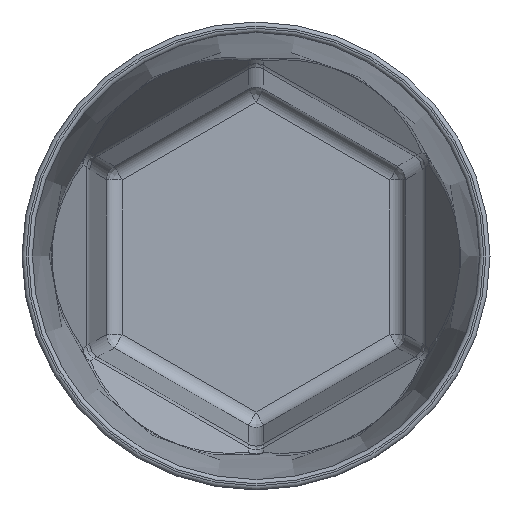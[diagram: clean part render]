
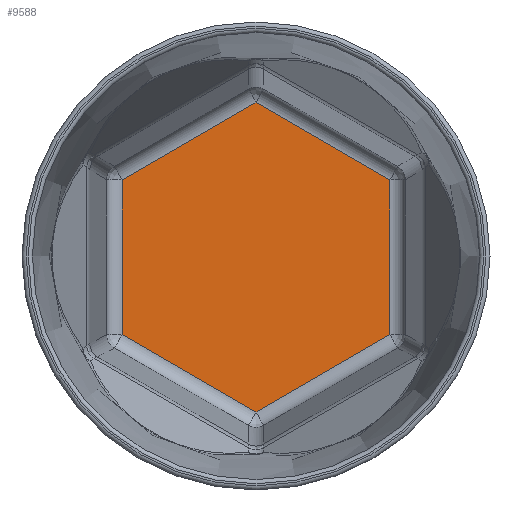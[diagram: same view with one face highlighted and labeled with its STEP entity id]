
A CAD part, top view. The second image highlights one B-rep face of the part: STEP entity #9588.
In plain terms, the highlighted face is planar.
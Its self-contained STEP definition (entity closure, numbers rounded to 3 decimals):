
#6041 = CYLINDRICAL_SURFACE('',#6042,3.);
#6042 = AXIS2_PLACEMENT_3D('',#6043,#6044,#6045);
#6043 = CARTESIAN_POINT('',(25.733,-14.77,3.));
#6044 = DIRECTION('',(0.,1.,0.));
#6045 = DIRECTION('',(0.999,0.,-0.053));
#6238 = CYLINDRICAL_SURFACE('',#6239,3.);
#6239 = AXIS2_PLACEMENT_3D('',#6240,#6241,#6242);
#6240 = CARTESIAN_POINT('',(0.075,-29.67,3.));
#6241 = DIRECTION('',(0.866,0.5,0.));
#6242 = DIRECTION('',(0.499,-0.865,-0.053
    ));
#6518 = CYLINDRICAL_SURFACE('',#6519,3.);
#6519 = AXIS2_PLACEMENT_3D('',#6520,#6521,#6522);
#6520 = CARTESIAN_POINT('',(25.658,14.9,3.));
#6521 = DIRECTION('',(-0.866,0.5,0.));
#6522 = DIRECTION('',(0.499,0.865,-0.053)
  );
#6592 = CYLINDRICAL_SURFACE('',#6593,3.);
#6593 = AXIS2_PLACEMENT_3D('',#6594,#6595,#6596);
#6594 = CARTESIAN_POINT('',(-25.658,-14.9,3.));
#6595 = DIRECTION('',(0.866,-0.5,0.));
#6596 = DIRECTION('',(-0.499,-0.865,
    -0.053));
#6872 = CYLINDRICAL_SURFACE('',#6873,3.);
#6873 = AXIS2_PLACEMENT_3D('',#6874,#6875,#6876);
#6874 = CARTESIAN_POINT('',(-0.075,29.67,3.));
#6875 = DIRECTION('',(-0.866,-0.5,0.));
#6876 = DIRECTION('',(-0.499,0.865,-0.053
    ));
#6946 = CYLINDRICAL_SURFACE('',#6947,3.);
#6947 = AXIS2_PLACEMENT_3D('',#6948,#6949,#6950);
#6948 = CARTESIAN_POINT('',(-25.733,14.77,3.));
#6949 = DIRECTION('',(0.,-1.,0.));
#6950 = DIRECTION('',(-0.999,0.,
    -0.053));
#8273 = VERTEX_POINT('',#8274);
#8274 = CARTESIAN_POINT('',(25.733,-14.857,
    0.));
#8294 = EDGE_CURVE('',#8273,#8295,#8297,.T.);
#8295 = VERTEX_POINT('',#8296);
#8296 = CARTESIAN_POINT('',(25.733,14.857,
    0.));
#8297 = SURFACE_CURVE('',#8298,(#8302,#8309),.PCURVE_S1.);
#8298 = LINE('',#8299,#8300);
#8299 = CARTESIAN_POINT('',(25.733,-14.77,
    0.));
#8300 = VECTOR('',#8301,1.);
#8301 = DIRECTION('',(0.,1.,0.));
#8302 = PCURVE('',#6041,#8303);
#8303 = DEFINITIONAL_REPRESENTATION('',(#8304),#8308);
#8304 = LINE('',#8305,#8306);
#8305 = CARTESIAN_POINT('',(1.518,0.));
#8306 = VECTOR('',#8307,1.);
#8307 = DIRECTION('',(0.,1.));
#8308 = ( GEOMETRIC_REPRESENTATION_CONTEXT(2) 
PARAMETRIC_REPRESENTATION_CONTEXT() REPRESENTATION_CONTEXT('2D SPACE',''
  ) );
#8309 = PCURVE('',#8310,#8315);
#8310 = PLANE('',#8311);
#8311 = AXIS2_PLACEMENT_3D('',#8312,#8313,#8314);
#8312 = CARTESIAN_POINT('',(0.,0.,0.));
#8313 = DIRECTION('',(0.,0.,1.));
#8314 = DIRECTION('',(1.,0.,0.));
#8315 = DEFINITIONAL_REPRESENTATION('',(#8316),#8320);
#8316 = LINE('',#8317,#8318);
#8317 = CARTESIAN_POINT('',(25.733,-14.77));
#8318 = VECTOR('',#8319,1.);
#8319 = DIRECTION('',(0.,1.));
#8320 = ( GEOMETRIC_REPRESENTATION_CONTEXT(2) 
PARAMETRIC_REPRESENTATION_CONTEXT() REPRESENTATION_CONTEXT('2D SPACE',''
  ) );
#8372 = VERTEX_POINT('',#8373);
#8373 = CARTESIAN_POINT('',(0.,-29.713,
    0.));
#8398 = EDGE_CURVE('',#8372,#8273,#8399,.T.);
#8399 = SURFACE_CURVE('',#8400,(#8404,#8411),.PCURVE_S1.);
#8400 = LINE('',#8401,#8402);
#8401 = CARTESIAN_POINT('',(0.075,-29.67,
    0.));
#8402 = VECTOR('',#8403,1.);
#8403 = DIRECTION('',(0.866,0.5,0.));
#8404 = PCURVE('',#6238,#8405);
#8405 = DEFINITIONAL_REPRESENTATION('',(#8406),#8410);
#8406 = LINE('',#8407,#8408);
#8407 = CARTESIAN_POINT('',(1.518,0.));
#8408 = VECTOR('',#8409,1.);
#8409 = DIRECTION('',(0.,1.));
#8410 = ( GEOMETRIC_REPRESENTATION_CONTEXT(2) 
PARAMETRIC_REPRESENTATION_CONTEXT() REPRESENTATION_CONTEXT('2D SPACE',''
  ) );
#8411 = PCURVE('',#8310,#8412);
#8412 = DEFINITIONAL_REPRESENTATION('',(#8413),#8417);
#8413 = LINE('',#8414,#8415);
#8414 = CARTESIAN_POINT('',(0.075,-29.67));
#8415 = VECTOR('',#8416,1.);
#8416 = DIRECTION('',(0.866,0.5));
#8417 = ( GEOMETRIC_REPRESENTATION_CONTEXT(2) 
PARAMETRIC_REPRESENTATION_CONTEXT() REPRESENTATION_CONTEXT('2D SPACE',''
  ) );
#8480 = EDGE_CURVE('',#8295,#8481,#8483,.T.);
#8481 = VERTEX_POINT('',#8482);
#8482 = CARTESIAN_POINT('',(0.,29.713,
    0.));
#8483 = SURFACE_CURVE('',#8484,(#8488,#8495),.PCURVE_S1.);
#8484 = LINE('',#8485,#8486);
#8485 = CARTESIAN_POINT('',(25.658,14.9,
    0.));
#8486 = VECTOR('',#8487,1.);
#8487 = DIRECTION('',(-0.866,0.5,0.));
#8488 = PCURVE('',#6518,#8489);
#8489 = DEFINITIONAL_REPRESENTATION('',(#8490),#8494);
#8490 = LINE('',#8491,#8492);
#8491 = CARTESIAN_POINT('',(1.518,0.));
#8492 = VECTOR('',#8493,1.);
#8493 = DIRECTION('',(0.,1.));
#8494 = ( GEOMETRIC_REPRESENTATION_CONTEXT(2) 
PARAMETRIC_REPRESENTATION_CONTEXT() REPRESENTATION_CONTEXT('2D SPACE',''
  ) );
#8495 = PCURVE('',#8310,#8496);
#8496 = DEFINITIONAL_REPRESENTATION('',(#8497),#8501);
#8497 = LINE('',#8498,#8499);
#8498 = CARTESIAN_POINT('',(25.658,14.9));
#8499 = VECTOR('',#8500,1.);
#8500 = DIRECTION('',(-0.866,0.5));
#8501 = ( GEOMETRIC_REPRESENTATION_CONTEXT(2) 
PARAMETRIC_REPRESENTATION_CONTEXT() REPRESENTATION_CONTEXT('2D SPACE',''
  ) );
#8528 = VERTEX_POINT('',#8529);
#8529 = CARTESIAN_POINT('',(-25.733,-14.857,
    0.));
#8554 = EDGE_CURVE('',#8528,#8372,#8555,.T.);
#8555 = SURFACE_CURVE('',#8556,(#8560,#8567),.PCURVE_S1.);
#8556 = LINE('',#8557,#8558);
#8557 = CARTESIAN_POINT('',(-25.658,-14.9,0.));
#8558 = VECTOR('',#8559,1.);
#8559 = DIRECTION('',(0.866,-0.5,0.));
#8560 = PCURVE('',#6592,#8561);
#8561 = DEFINITIONAL_REPRESENTATION('',(#8562),#8566);
#8562 = LINE('',#8563,#8564);
#8563 = CARTESIAN_POINT('',(1.518,0.));
#8564 = VECTOR('',#8565,1.);
#8565 = DIRECTION('',(0.,1.));
#8566 = ( GEOMETRIC_REPRESENTATION_CONTEXT(2) 
PARAMETRIC_REPRESENTATION_CONTEXT() REPRESENTATION_CONTEXT('2D SPACE',''
  ) );
#8567 = PCURVE('',#8310,#8568);
#8568 = DEFINITIONAL_REPRESENTATION('',(#8569),#8573);
#8569 = LINE('',#8570,#8571);
#8570 = CARTESIAN_POINT('',(-25.658,-14.9));
#8571 = VECTOR('',#8572,1.);
#8572 = DIRECTION('',(0.866,-0.5));
#8573 = ( GEOMETRIC_REPRESENTATION_CONTEXT(2) 
PARAMETRIC_REPRESENTATION_CONTEXT() REPRESENTATION_CONTEXT('2D SPACE',''
  ) );
#8636 = EDGE_CURVE('',#8481,#8637,#8639,.T.);
#8637 = VERTEX_POINT('',#8638);
#8638 = CARTESIAN_POINT('',(-25.733,14.857,
    0.));
#8639 = SURFACE_CURVE('',#8640,(#8644,#8651),.PCURVE_S1.);
#8640 = LINE('',#8641,#8642);
#8641 = CARTESIAN_POINT('',(-0.075,29.67,
    0.));
#8642 = VECTOR('',#8643,1.);
#8643 = DIRECTION('',(-0.866,-0.5,0.));
#8644 = PCURVE('',#6872,#8645);
#8645 = DEFINITIONAL_REPRESENTATION('',(#8646),#8650);
#8646 = LINE('',#8647,#8648);
#8647 = CARTESIAN_POINT('',(1.518,0.));
#8648 = VECTOR('',#8649,1.);
#8649 = DIRECTION('',(0.,1.));
#8650 = ( GEOMETRIC_REPRESENTATION_CONTEXT(2) 
PARAMETRIC_REPRESENTATION_CONTEXT() REPRESENTATION_CONTEXT('2D SPACE',''
  ) );
#8651 = PCURVE('',#8310,#8652);
#8652 = DEFINITIONAL_REPRESENTATION('',(#8653),#8657);
#8653 = LINE('',#8654,#8655);
#8654 = CARTESIAN_POINT('',(-0.075,29.67));
#8655 = VECTOR('',#8656,1.);
#8656 = DIRECTION('',(-0.866,-0.5));
#8657 = ( GEOMETRIC_REPRESENTATION_CONTEXT(2) 
PARAMETRIC_REPRESENTATION_CONTEXT() REPRESENTATION_CONTEXT('2D SPACE',''
  ) );
#8708 = EDGE_CURVE('',#8637,#8528,#8709,.T.);
#8709 = SURFACE_CURVE('',#8710,(#8714,#8721),.PCURVE_S1.);
#8710 = LINE('',#8711,#8712);
#8711 = CARTESIAN_POINT('',(-25.733,14.77,
    0.));
#8712 = VECTOR('',#8713,1.);
#8713 = DIRECTION('',(0.,-1.,0.));
#8714 = PCURVE('',#6946,#8715);
#8715 = DEFINITIONAL_REPRESENTATION('',(#8716),#8720);
#8716 = LINE('',#8717,#8718);
#8717 = CARTESIAN_POINT('',(1.518,0.));
#8718 = VECTOR('',#8719,1.);
#8719 = DIRECTION('',(0.,1.));
#8720 = ( GEOMETRIC_REPRESENTATION_CONTEXT(2) 
PARAMETRIC_REPRESENTATION_CONTEXT() REPRESENTATION_CONTEXT('2D SPACE',''
  ) );
#8721 = PCURVE('',#8310,#8722);
#8722 = DEFINITIONAL_REPRESENTATION('',(#8723),#8727);
#8723 = LINE('',#8724,#8725);
#8724 = CARTESIAN_POINT('',(-25.733,14.77));
#8725 = VECTOR('',#8726,1.);
#8726 = DIRECTION('',(0.,-1.));
#8727 = ( GEOMETRIC_REPRESENTATION_CONTEXT(2) 
PARAMETRIC_REPRESENTATION_CONTEXT() REPRESENTATION_CONTEXT('2D SPACE',''
  ) );
#9588 = ADVANCED_FACE('',(#9589),#8310,.F.);
#9589 = FACE_BOUND('',#9590,.F.);
#9590 = EDGE_LOOP('',(#9591,#9592,#9593,#9594,#9595,#9596));
#9591 = ORIENTED_EDGE('',*,*,#8294,.T.);
#9592 = ORIENTED_EDGE('',*,*,#8480,.T.);
#9593 = ORIENTED_EDGE('',*,*,#8636,.T.);
#9594 = ORIENTED_EDGE('',*,*,#8708,.T.);
#9595 = ORIENTED_EDGE('',*,*,#8554,.T.);
#9596 = ORIENTED_EDGE('',*,*,#8398,.T.);
